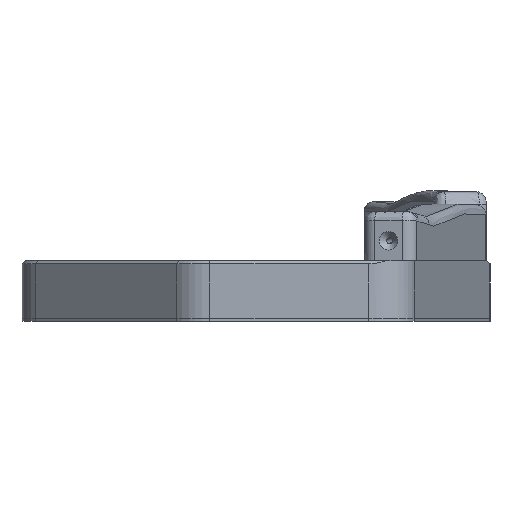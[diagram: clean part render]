
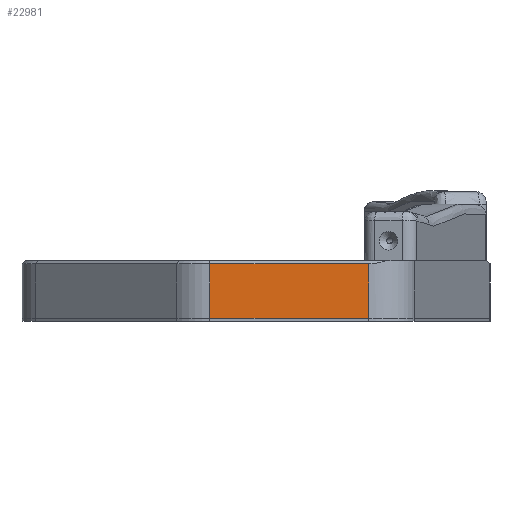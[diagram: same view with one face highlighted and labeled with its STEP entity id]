
A CAD part, left-side view. The second image highlights one B-rep face of the part: STEP entity #22981.
In plain terms, the highlighted planar face has unit normal (-1, 0, 0).
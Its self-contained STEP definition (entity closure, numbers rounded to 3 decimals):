
#136=LINE('',#34199,#2068);
#137=LINE('',#34202,#2069);
#138=LINE('',#34204,#2070);
#139=LINE('',#34205,#2071);
#2068=VECTOR('',#27013,10.);
#2069=VECTOR('',#27016,10.);
#2070=VECTOR('',#27017,10.);
#2071=VECTOR('',#27018,10.);
#5491=FACE_OUTER_BOUND('',#6845,.T.);
#6845=EDGE_LOOP('',(#15791,#15792,#15793,#15794));
#10365=VERTEX_POINT('',#34195);
#10366=VERTEX_POINT('',#34197);
#10367=VERTEX_POINT('',#34201);
#10368=VERTEX_POINT('',#34203);
#12522=EDGE_CURVE('',#10366,#10365,#136,.T.);
#12523=EDGE_CURVE('',#10365,#10367,#137,.T.);
#12524=EDGE_CURVE('',#10368,#10366,#138,.T.);
#12525=EDGE_CURVE('',#10368,#10367,#139,.T.);
#15791=ORIENTED_EDGE('',*,*,#12523,.F.);
#15792=ORIENTED_EDGE('',*,*,#12522,.F.);
#15793=ORIENTED_EDGE('',*,*,#12524,.F.);
#15794=ORIENTED_EDGE('',*,*,#12525,.T.);
#22287=PLANE('',#24354);
#22981=ADVANCED_FACE('',(#5491),#22287,.T.);
#24354=AXIS2_PLACEMENT_3D('',#34200,#27014,#27015);
#27013=DIRECTION('',(0.,0.,1.));
#27014=DIRECTION('center_axis',(-1.,0.,0.));
#27015=DIRECTION('ref_axis',(0.,-1.,0.));
#27016=DIRECTION('',(0.,-1.,0.));
#27017=DIRECTION('',(0.,1.,0.));
#27018=DIRECTION('',(0.,0.,1.));
#34195=CARTESIAN_POINT('',(-206.412,28.196,0.8));
#34197=CARTESIAN_POINT('',(-206.412,28.196,-16.7));
#34199=CARTESIAN_POINT('',(-206.412,28.196,0.));
#34200=CARTESIAN_POINT('Origin',(-206.412,28.196,0.));
#34201=CARTESIAN_POINT('',(-206.412,-23.003,0.8));
#34202=CARTESIAN_POINT('',(-206.412,20.745,0.8));
#34203=CARTESIAN_POINT('',(-206.412,-23.003,-16.7));
#34204=CARTESIAN_POINT('',(-206.412,-23.003,-16.7));
#34205=CARTESIAN_POINT('',(-206.412,-23.003,0.));
